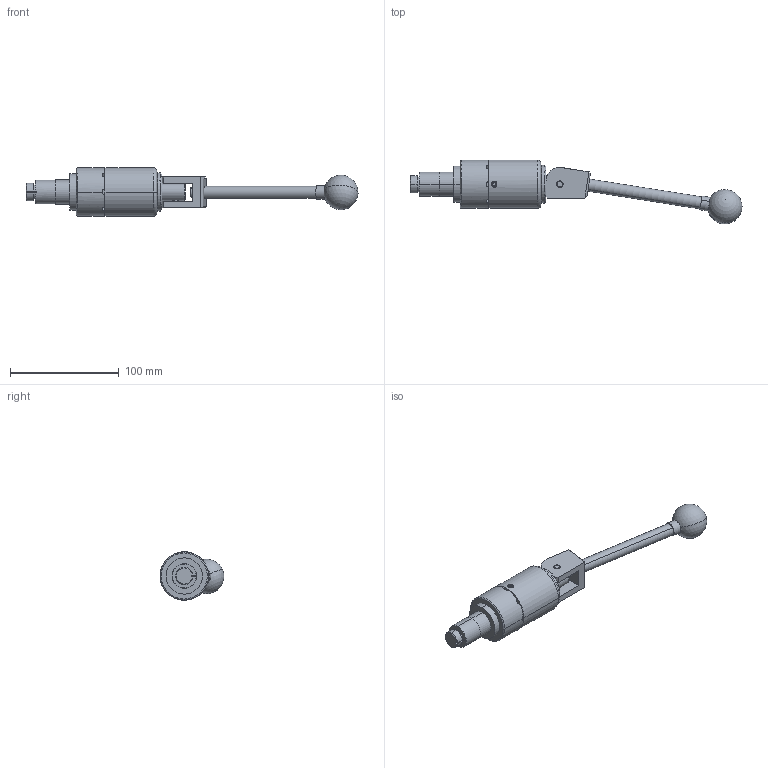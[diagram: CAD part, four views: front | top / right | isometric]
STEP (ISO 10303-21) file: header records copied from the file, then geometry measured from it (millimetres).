
FILE_DESCRIPTION (( 'STEP AP214' ), '1' );
FILE_NAME ('CTSC-003571.STEP', '2025-07-28T16:54:14', ( '' ), ( '' ), 'SwSTEP 2.0', 'SolidWorks 2023', '' );
FILE_SCHEMA (( 'AUTOMOTIVE_DESIGN' ));
Length unit declared in the file: inch
Products named in the file (1): CTSC-003571
Bounding box: 305.75 x 58.69 x 44.45 mm (x, y, z)
Volume: 185674.3 mm3; surface area: 39189.8 mm2
Topology: 7 solids, 7 shells, 232 faces, 576 edges, 365 vertices
Faces by surface type: cylinder 91, plane 88, cone 40, torus 8, bspline 3, sphere 2
Entity records: 11248 total; most frequent: CARTESIAN_POINT 2723, DIRECTION 1145, ORIENTED_EDGE 1138, EDGE_CURVE 569, AXIS2_PLACEMENT_3D 438, VERTEX_POINT 362, LINE 269, VECTOR 269
